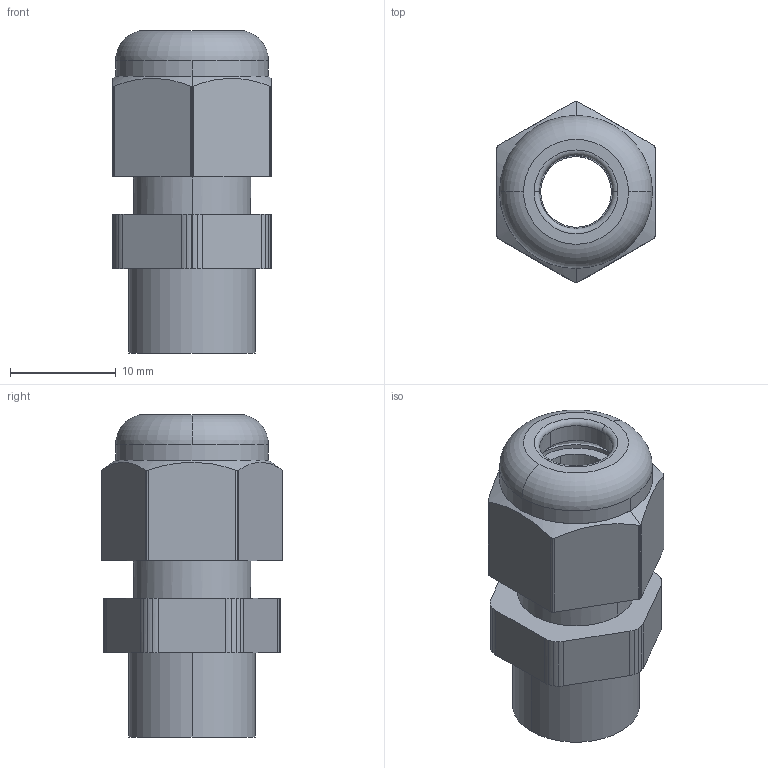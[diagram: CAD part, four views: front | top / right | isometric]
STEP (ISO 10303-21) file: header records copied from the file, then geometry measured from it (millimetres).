
FILE_DESCRIPTION(('CATIA V5 STEP Exchange','CAx-IF Rec.Pracs.--- Model Styling and Organization---1.4--- 2014-01-23'),'2;1');
FILE_NAME ('D1455780_0_1772280000_1772280000.stp','2019-10-08T07:52:52+00:00',('none'),('Weidmueller'),'CATIA Version 5-6 Release 2016 SP3 HF44','CATIA V5 STEP AP214','none');
FILE_SCHEMA(('AUTOMOTIVE_DESIGN { 1 0 10303 214 1 1 1 1 }'));
Length unit declared in the file: millimetre
Products named in the file (1): VG_M12
Bounding box: 15 x 17.2 x 30.5 mm (x, y, z)
Volume: 3234.4 mm3; surface area: 3789 mm2
Topology: 3 solids, 3 shells, 114 faces, 327 edges, 223 vertices
Faces by surface type: cylinder 60, plane 34, cone 8, torus 8, bspline 4
Entity records: 4017 total; most frequent: CARTESIAN_POINT 1203, ORIENTED_EDGE 654, DIRECTION 442, EDGE_CURVE 327, VERTEX_POINT 223, AXIS2_PLACEMENT_3D 210, VECTOR 129, LINE 129
